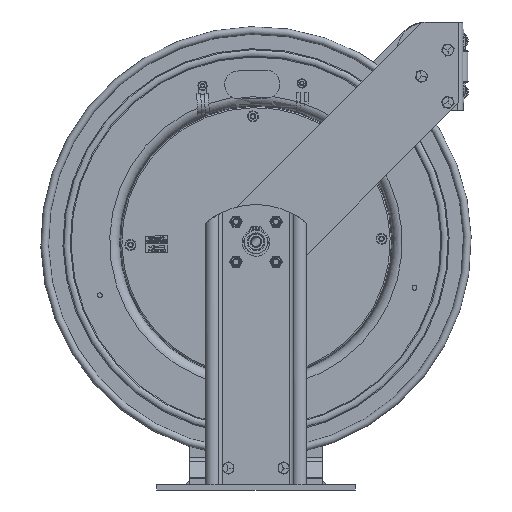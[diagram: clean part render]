
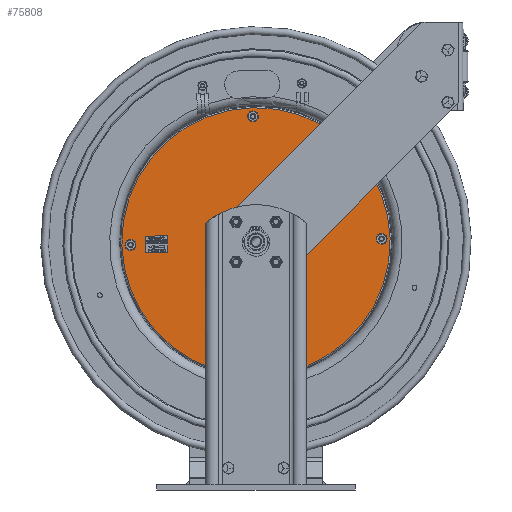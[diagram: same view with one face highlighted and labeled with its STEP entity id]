
A CAD part, front view. The second image highlights one B-rep face of the part: STEP entity #75808.
In plain terms, the highlighted planar face has unit normal (0, -1, 0).
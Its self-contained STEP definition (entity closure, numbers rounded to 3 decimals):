
#4453=FACE_BOUND('',#11674,.T.);
#4454=FACE_BOUND('',#11675,.T.);
#4455=FACE_BOUND('',#11676,.T.);
#4456=FACE_BOUND('',#11677,.T.);
#4457=FACE_BOUND('',#11678,.T.);
#5746=PLANE('',#81265);
#8433=FACE_OUTER_BOUND('',#11673,.T.);
#11673=EDGE_LOOP('',(#65374));
#11674=EDGE_LOOP('',(#65375));
#11675=EDGE_LOOP('',(#65376));
#11676=EDGE_LOOP('',(#65377));
#11677=EDGE_LOOP('',(#65378));
#11678=EDGE_LOOP('',(#65379));
#14920=CIRCLE('',#81266,6.078);
#14921=CIRCLE('',#81267,0.655);
#14922=CIRCLE('',#81268,0.14);
#14923=CIRCLE('',#81269,0.14);
#14924=CIRCLE('',#81270,0.14);
#14925=CIRCLE('',#81271,0.14);
#35989=VERTEX_POINT('',#128987);
#35990=VERTEX_POINT('',#128989);
#35991=VERTEX_POINT('',#128991);
#35992=VERTEX_POINT('',#128993);
#35993=VERTEX_POINT('',#128995);
#35994=VERTEX_POINT('',#128997);
#48074=EDGE_CURVE('',#35989,#35989,#14920,.T.);
#48075=EDGE_CURVE('',#35990,#35990,#14921,.T.);
#48076=EDGE_CURVE('',#35991,#35991,#14922,.T.);
#48077=EDGE_CURVE('',#35992,#35992,#14923,.T.);
#48078=EDGE_CURVE('',#35993,#35993,#14924,.T.);
#48079=EDGE_CURVE('',#35994,#35994,#14925,.T.);
#65374=ORIENTED_EDGE('',*,*,#48074,.F.);
#65375=ORIENTED_EDGE('',*,*,#48075,.T.);
#65376=ORIENTED_EDGE('',*,*,#48076,.T.);
#65377=ORIENTED_EDGE('',*,*,#48077,.T.);
#65378=ORIENTED_EDGE('',*,*,#48078,.T.);
#65379=ORIENTED_EDGE('',*,*,#48079,.T.);
#75808=ADVANCED_FACE('',(#8433,#4453,#4454,#4455,#4456,#4457),#5746,.T.);
#81265=AXIS2_PLACEMENT_3D('',#128986,#95617,#95618);
#81266=AXIS2_PLACEMENT_3D('',#128988,#95619,#95620);
#81267=AXIS2_PLACEMENT_3D('',#128990,#95621,#95622);
#81268=AXIS2_PLACEMENT_3D('',#128992,#95623,#95624);
#81269=AXIS2_PLACEMENT_3D('',#128994,#95625,#95626);
#81270=AXIS2_PLACEMENT_3D('',#128996,#95627,#95628);
#81271=AXIS2_PLACEMENT_3D('',#128998,#95629,#95630);
#95617=DIRECTION('center_axis',(0.,-1.,0.));
#95618=DIRECTION('ref_axis',(-1.,0.,-0.024));
#95619=DIRECTION('center_axis',(0.,1.,0.));
#95620=DIRECTION('ref_axis',(-1.,0.,-0.024));
#95621=DIRECTION('center_axis',(0.,1.,0.));
#95622=DIRECTION('ref_axis',(1.,0.,0.024));
#95623=DIRECTION('center_axis',(0.,1.,0.));
#95624=DIRECTION('ref_axis',(-1.,0.,-0.024));
#95625=DIRECTION('center_axis',(0.,1.,0.));
#95626=DIRECTION('ref_axis',(-1.,0.,-0.024));
#95627=DIRECTION('center_axis',(0.,1.,0.));
#95628=DIRECTION('ref_axis',(-1.,0.,-0.024));
#95629=DIRECTION('center_axis',(0.,1.,0.));
#95630=DIRECTION('ref_axis',(-1.,0.,-0.024));
#128986=CARTESIAN_POINT('Origin',(70.92,39.809,-89.837));
#128987=CARTESIAN_POINT('',(76.996,39.809,-89.691));
#128988=CARTESIAN_POINT('Origin',(70.92,39.809,-89.837));
#128989=CARTESIAN_POINT('',(70.266,39.809,-89.852));
#128990=CARTESIAN_POINT('Origin',(70.92,39.809,-89.837));
#128991=CARTESIAN_POINT('',(65.095,39.809,-89.976));
#128992=CARTESIAN_POINT('Origin',(65.234,39.809,-89.973));
#128993=CARTESIAN_POINT('',(76.466,39.809,-89.704));
#128994=CARTESIAN_POINT('Origin',(76.606,39.809,-89.7));
#128995=CARTESIAN_POINT('',(70.917,39.809,-95.526));
#128996=CARTESIAN_POINT('Origin',(71.056,39.809,-95.522));
#128997=CARTESIAN_POINT('',(70.644,39.809,-84.154));
#128998=CARTESIAN_POINT('Origin',(70.784,39.809,-84.151));
